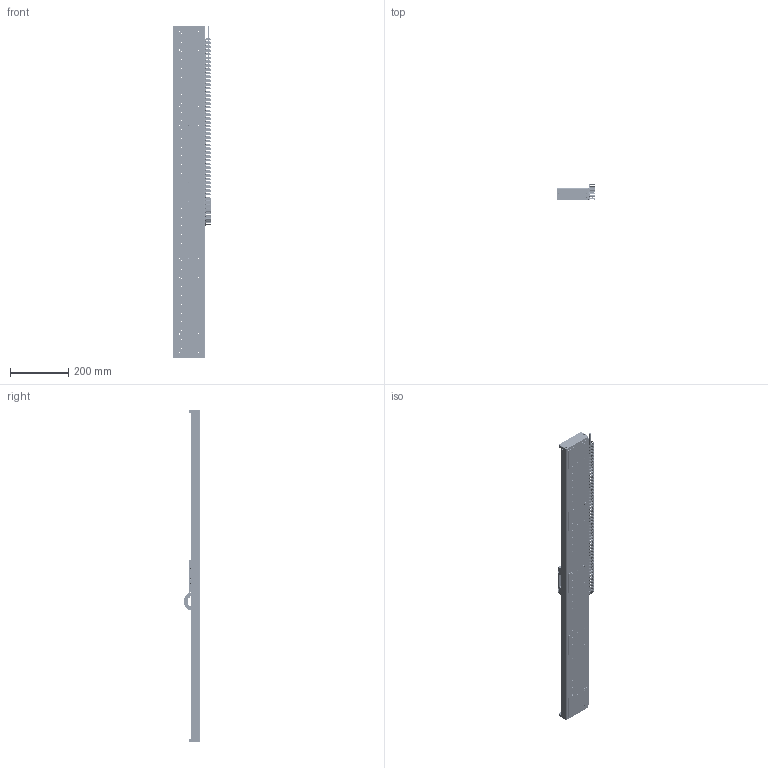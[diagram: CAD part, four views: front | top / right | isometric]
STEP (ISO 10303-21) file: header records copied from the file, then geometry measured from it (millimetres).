
FILE_DESCRIPTION (( 'STEP AP214' ), '1' );
FILE_NAME ('PPS-110-353X0.STEP', '2023-03-07T17:32:41', ( '' ), ( '' ), 'SwSTEP 2.0', 'SolidWorks 2020', '' );
FILE_SCHEMA (( 'AUTOMOTIVE_DESIGN' ));
Length unit declared in the file: millimetre
Products named in the file (47): 2018_11_12__21-01-27-700_2.STEP; 2018_11_12__21-01-27-700_25.STEP; 430714 PPS-110, Carriage Cable Cover.STEP; 2018_11_12__21-01-27-700_23.STEP; 2018_11_12__21-01-27-700_9.STEP; 2018_11_13__02-00-41-543 (mounting piece).STEP; 2018_11_12__21-01-27-700_12.STEP; PPS-110 Carriage Demo Assembly_2022_Linear Motor Carriage, MII 6000 Digital Enc.STEP; 2018_11_12__21-01-27-700_21.STEP; 430712 PPS-110, End Plate, Linear Motor.STEP; Linear Motor Demo_120.STEP; 430713 PPS-110, Encoder Bracket, MII 6000.STEP; 110123 Encoder Head, MII 6000, Atmospheric.STEP; PPS-110, Base, Master Part_1000mm Linear.STEP; 2018_11_12__21-01-27-700_18.STEP; 2018_11_12__21-01-27-700_8.STEP; 2018_11_12__21-01-27-700_4.STEP; Cable Chain exit cable_big.STEP; RubberBall.STEP; Linear Motor Demo_150.STEP; Screw, SHCS-S, M-DIN._M3 x 0.5 x 10mm.STEP; 431143 PPS-110, Igus Chain Bracket, 047 Series.STEP; 2018_11_12__21-01-27-700_22.STEP; Screw, SHCS-S, M-DIN._M3 x 0.5 x 08mm.STEP; SCREW, MS-PPH, M-JCIS 1_M1.6 x 0.35 x 3mm.STEP; 2018_11_12__21-01-27-700_6.STEP; PPS-110-353X0; 0_338m_047_16_018_0_4_500mm Chain.STEP; PPS-110 Base Demo Assembly_2022_1000mm Travel Linear Motor.STEP; Linear Motor Demo_150; 2018_11_12__21-01-27-700.STEP; 130242 Bearing, Slide Rail, PPS-110 (SEBS9B Track)_1000mm.STEP; 2018_11_12__21-01-27-700_14.STEP; 2018_11_12__21-01-27-700_16.STEP; 2018_11_12__21-01-27-700_19.STEP; 2018_11_12__21-01-27-700_17.STEP; 430710 PPS-110, Carriage, L110, Linear and Stepper Motor.STEP; 2018_11_12__21-01-27-700_5.STEP; 2018_11_12__21-01-27-700_13.STEP; Screw, SHCS-L, M-DIN_M3 x 0.5 x 06mm.STEP ...
Assembly tree (183 placements, depth 3):
  PPS-110-353X0
    PPS-110 Base Demo Assembly_2022_1000mm Travel Linear Motor.STEP
      PPS-110, Base, Master Part_1000mm Linear.STEP
      Screw, SHCS-S, M-DIN._M3 x 0.5 x 08mm.STEP  x62
      130242 Bearing, Slide Rail, PPS-110 (SEBS9B Track)_1000mm.STEP  x2
      RubberBall.STEP  x4
      430712 PPS-110, End Plate, Linear Motor.STEP  x2
      Screw, SHCS-S, M-DIN._M3 x 0.5 x 10mm.STEP  x8
    PPS-110 Carriage Demo Assembly_2022_Linear Motor Carriage, MII 6000 Digital Enc.STEP
      430710 PPS-110, Carriage, L110, Linear and Stepper Motor.STEP
      430714 PPS-110, Carriage Cable Cover.STEP
      SCREW, MS-PPH, M-JCIS 1_M1.6 x 0.35 x 3mm.STEP  x10
      130242 Bearing, Slide Rail, PPS-110 (SEBS9B Slide).STEP  x4
      Screw, SHCS-L, M-DIN_M3 x 0.5 x 06mm.STEP  x16
      110123 Encoder Head, MII 6000, Atmospheric.STEP
      430713 PPS-110, Encoder Bracket, MII 6000.STEP
      Screw, SHCS-S, M-DIN._M2 x 0.4 x 06mm.STEP  x4
    0_338m_047_16_018_0_4_500mm Chain.STEP
      2018_11_12__21-01-27-700.STEP
      2018_11_12__21-01-27-700_2.STEP
      2018_11_12__21-01-27-700_4.STEP
      2018_11_12__21-01-27-700_5.STEP
      2018_11_12__21-01-27-700_6.STEP
      2018_11_12__21-01-27-700_8.STEP
      2018_11_12__21-01-27-700_9.STEP
      2018_11_12__21-01-27-700_11.STEP
      2018_11_12__21-01-27-700_12.STEP
      2018_11_12__21-01-27-700_13.STEP
      2018_11_12__21-01-27-700_14.STEP
      2018_11_12__21-01-27-700_15.STEP
      2018_11_12__21-01-27-700_16.STEP
      2018_11_12__21-01-27-700_17.STEP
      2018_11_12__21-01-27-700_18.STEP
      2018_11_12__21-01-27-700_19.STEP  x33
      2018_11_12__21-01-27-700_20.STEP
      2018_11_12__21-01-27-700_21.STEP
      2018_11_12__21-01-27-700_22.STEP
      2018_11_12__21-01-27-700_23.STEP
      2018_11_12__21-01-27-700_24.STEP
      2018_11_12__21-01-27-700_25.STEP
      2018_11_13__02-00-41-543 (mounting piece).STEP
    431143 PPS-110, Igus Chain Bracket, 047 Series.STEP
    Cable Chain exit cable_big.STEP
    Linear Motor Demo_390.STEP
    Linear Motor Demo_120.STEP
    Linear Motor Demo_150.STEP
    Linear Motor Demo_150  x3
Bounding box: 133.25 x 56.22 x 1140 mm (x, y, z)
Volume: 2612257.2 mm3; surface area: 911228.7 mm2
Topology: 185 solids, 185 shells, 10189 faces, 25639 edges, 16105 vertices
Faces by surface type: plane 5188, cylinder 3389, cone 816, torus 780, sphere 16
Entity records: 144980 total; most frequent: DIRECTION 25429, CARTESIAN_POINT 24672, ORIENTED_EDGE 23300, EDGE_CURVE 11650, AXIS2_PLACEMENT_3D 9080, VERTEX_POINT 7596, LINE 7269, VECTOR 7269
